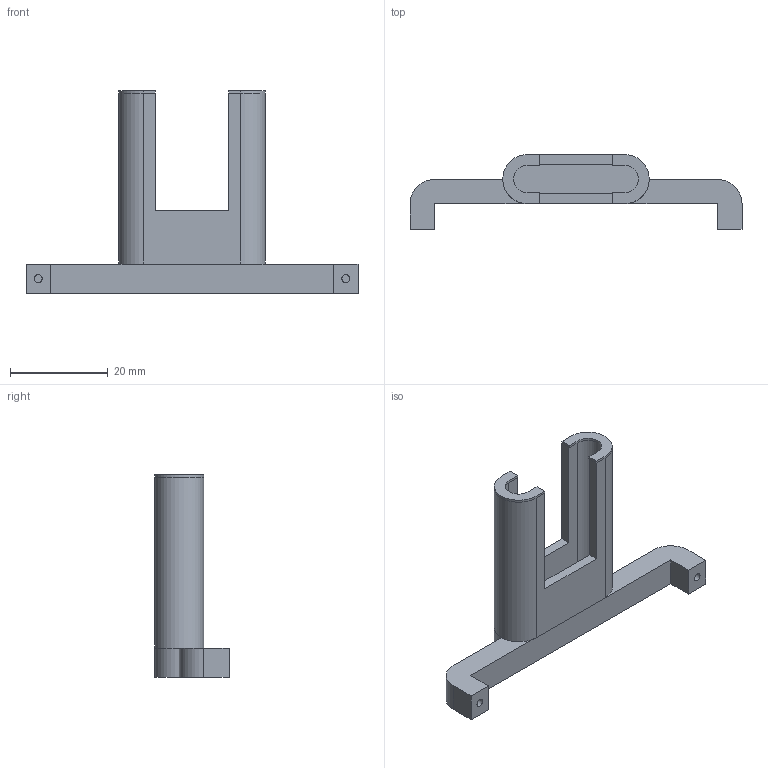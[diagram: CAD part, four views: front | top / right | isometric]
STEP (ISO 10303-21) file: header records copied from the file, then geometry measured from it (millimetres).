
FILE_DESCRIPTION(('FreeCAD Model'),'2;1');
FILE_NAME('3d_Linear_1_6.step','2017-12-15T13:25:20',( 'Author'),(''),'Open CASCADE STEP processor 6.8','FreeCAD','Unknown' );
FILE_SCHEMA(('AUTOMOTIVE_DESIGN_CC2 { 1 2 10303 214 -1 1 5 4 }'));
Length unit declared in the file: millimetre
Products named in the file (2): ASSEMBLY; Pocket006
Assembly tree (1 placements, depth 2):
  ASSEMBLY
    Pocket006
Bounding box: 68 x 15.2 x 41.5 mm (x, y, z)
Volume: 5935.8 mm3; surface area: 5650.7 mm2
Topology: 1 solids, 1 shells, 114 faces, 279 edges, 180 vertices
Faces by surface type: plane 98, cylinder 14, cone 2
Full cylindrical faces by diameter (mm): 1.6 x2
Entity records: 6981 total; most frequent: CARTESIAN_POINT 1249, DIRECTION 1061, LINE 767, VECTOR 767, ORIENTED_EDGE 558, PCURVE 558, DEFINITIONAL_REPRESENTATION 558, EDGE_CURVE 279
